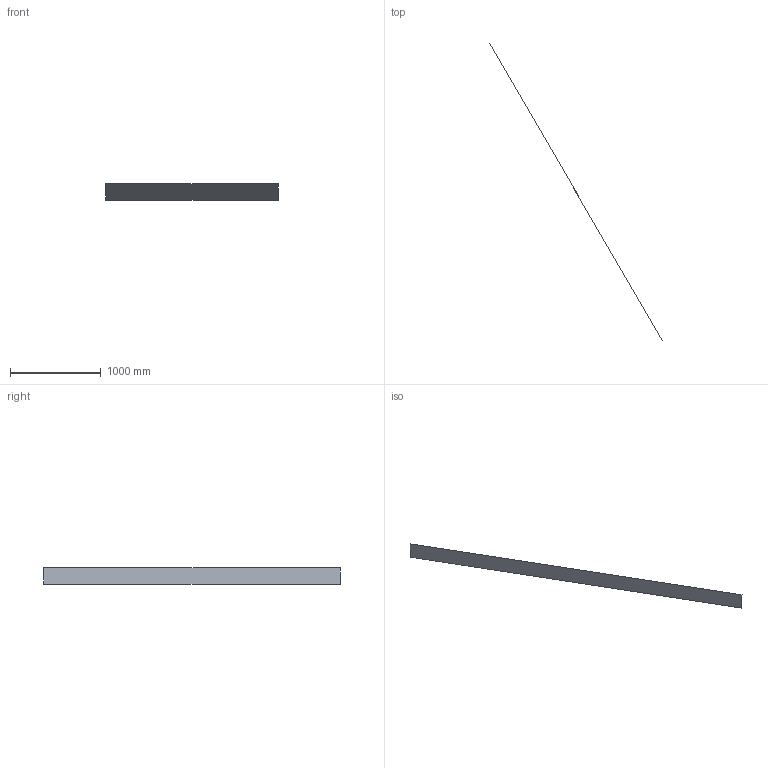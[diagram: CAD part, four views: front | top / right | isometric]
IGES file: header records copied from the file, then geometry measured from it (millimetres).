
Global section: file name: 96H190816 test split edge.igs; native system: Rhinoceros ( Jul  9 2019 ); preprocessor: Trout Lake IGES 012 Jul  9 2019; date: 190816.055510; units: metre
Bounding box: 1900.47 x 3270.22 x 182.24 mm (x, y, z)
Surface area: 680821.8 mm2 (no closed solid volume)
Topology: 0 solids, 0 shells, 1 faces, 4 edges, 4 vertices
Faces by surface type: bspline 1
